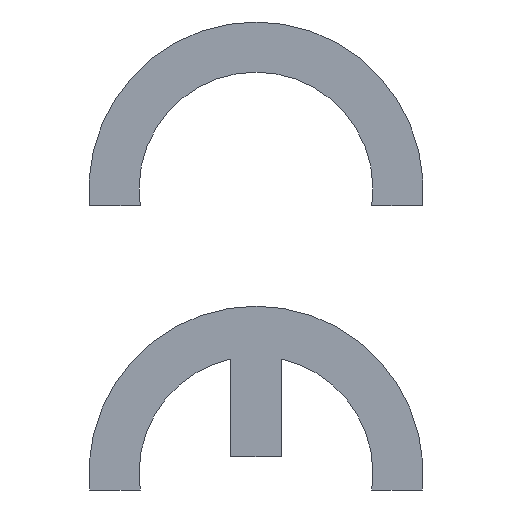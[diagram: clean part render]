
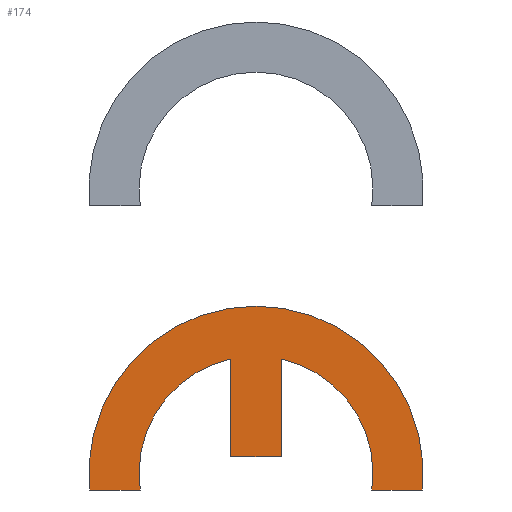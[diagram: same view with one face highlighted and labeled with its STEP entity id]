
A CAD part, left-side view. The second image highlights one B-rep face of the part: STEP entity #174.
In plain terms, the highlighted planar face has unit normal (-1, 0, 0).
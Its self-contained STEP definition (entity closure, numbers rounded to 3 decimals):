
#6=DIRECTION('',(0.,0.,1.));
#7=VECTOR('',#6,5.837);
#8=CARTESIAN_POINT('',(0.,1.5,-7.5));
#9=LINE('',#8,#7);
#10=CARTESIAN_POINT('',(0.,0.,-8.5));
#11=DIRECTION('',(-1.,0.,0.));
#12=DIRECTION('',(0.,0.214,0.977));
#13=AXIS2_PLACEMENT_3D('',#10,#11,#12);
#15=DIRECTION('',(0.,1.,0.));
#16=VECTOR('',#15,3.022);
#17=CARTESIAN_POINT('',(0.,6.928,-9.5));
#18=LINE('',#17,#16);
#19=CARTESIAN_POINT('',(0.,0.,-8.5));
#20=DIRECTION('',(1.,0.,0.));
#21=DIRECTION('',(0.,0.995,-0.1));
#22=AXIS2_PLACEMENT_3D('',#19,#20,#21);
#24=DIRECTION('',(0.,1.,0.));
#25=VECTOR('',#24,3.022);
#26=CARTESIAN_POINT('',(0.,-9.95,-9.5));
#27=LINE('',#26,#25);
#28=CARTESIAN_POINT('',(0.,0.,-8.5));
#29=DIRECTION('',(-1.,0.,0.));
#30=DIRECTION('',(0.,-0.99,-0.143));
#31=AXIS2_PLACEMENT_3D('',#28,#29,#30);
#33=DIRECTION('',(0.,0.,-1.));
#34=VECTOR('',#33,5.837);
#35=CARTESIAN_POINT('',(0.,-1.5,-1.663));
#36=LINE('',#35,#34);
#37=DIRECTION('',(0.,1.,0.));
#38=VECTOR('',#37,3.);
#39=CARTESIAN_POINT('',(0.,-1.5,-7.5));
#40=LINE('',#39,#38);
#104=CARTESIAN_POINT('',(0.,1.5,-7.5));
#105=CARTESIAN_POINT('',(0.,1.5,-1.663));
#106=VERTEX_POINT('',#104);
#107=VERTEX_POINT('',#105);
#108=CARTESIAN_POINT('',(0.,6.928,-9.5));
#109=VERTEX_POINT('',#108);
#110=CARTESIAN_POINT('',(0.,9.95,-9.5));
#111=VERTEX_POINT('',#110);
#112=CARTESIAN_POINT('',(0.,-9.95,-9.5));
#113=VERTEX_POINT('',#112);
#114=CARTESIAN_POINT('',(0.,-6.928,-9.5));
#115=VERTEX_POINT('',#114);
#116=CARTESIAN_POINT('',(0.,-1.5,-1.663));
#117=VERTEX_POINT('',#116);
#118=CARTESIAN_POINT('',(0.,-1.5,-7.5));
#119=VERTEX_POINT('',#118);
#152=CARTESIAN_POINT('',(0.,0.,0.));
#153=DIRECTION('',(1.,0.,0.));
#154=DIRECTION('',(0.,0.,-1.));
#155=AXIS2_PLACEMENT_3D('',#152,#153,#154);
#156=PLANE('',#155);
#158=ORIENTED_EDGE('',*,*,#157,.T.);
#160=ORIENTED_EDGE('',*,*,#159,.T.);
#162=ORIENTED_EDGE('',*,*,#161,.T.);
#164=ORIENTED_EDGE('',*,*,#163,.T.);
#166=ORIENTED_EDGE('',*,*,#165,.T.);
#168=ORIENTED_EDGE('',*,*,#167,.T.);
#170=ORIENTED_EDGE('',*,*,#169,.T.);
#171=ORIENTED_EDGE('',*,*,#141,.T.);
#172=EDGE_LOOP('',(#158,#160,#162,#164,#166,#168,#170,#171));
#173=FACE_OUTER_BOUND('',#172,.F.);
#174=ADVANCED_FACE('',(#173),#156,.F.);
#14=CIRCLE('',#13,7.);
#23=CIRCLE('',#22,10.);
#32=CIRCLE('',#31,7.);
#141=EDGE_CURVE('',#119,#106,#40,.T.);
#157=EDGE_CURVE('',#106,#107,#9,.T.);
#159=EDGE_CURVE('',#107,#109,#14,.T.);
#161=EDGE_CURVE('',#109,#111,#18,.T.);
#163=EDGE_CURVE('',#111,#113,#23,.T.);
#165=EDGE_CURVE('',#113,#115,#27,.T.);
#167=EDGE_CURVE('',#115,#117,#32,.T.);
#169=EDGE_CURVE('',#117,#119,#36,.T.);
